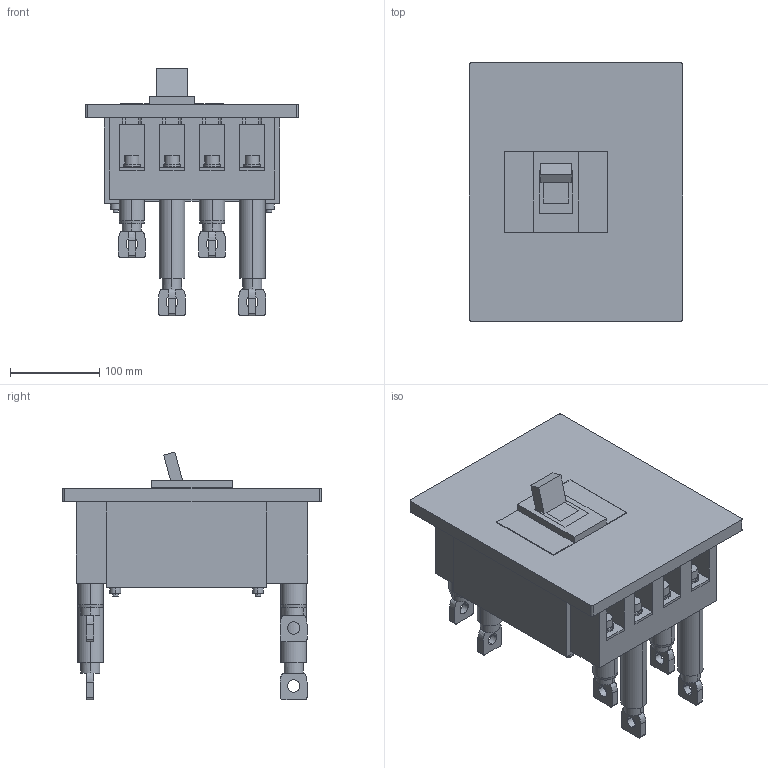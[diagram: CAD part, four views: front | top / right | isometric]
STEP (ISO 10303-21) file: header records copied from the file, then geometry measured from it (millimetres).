
FILE_DESCRIPTION (( 'STEP AP214' ), '1' );
FILE_NAME ('PS630NF4P.STEP', '2023-03-14T05:21:13', ( 'CAD' ), ( '' ), 'SwSTEP 2.0', 'SolidWorks 2015', '' );
FILE_SCHEMA (( 'AUTOMOTIVE_DESIGN' ));
Length unit declared in the file: millimetre
Products named in the file (1): PS630NF4P
Bounding box: 239 x 290 x 277.81 mm (x, y, z)
Volume: 5828559.4 mm3; surface area: 404548 mm2
Topology: 29 solids, 29 shells, 539 faces, 1294 edges, 860 vertices
Faces by surface type: plane 315, cylinder 200, bspline 16, cone 8
Entity records: 20478 total; most frequent: CARTESIAN_POINT 3830, DIRECTION 2678, ORIENTED_EDGE 2588, EDGE_CURVE 1294, AXIS2_PLACEMENT_3D 948, VERTEX_POINT 860, VECTOR 782, LINE 782
